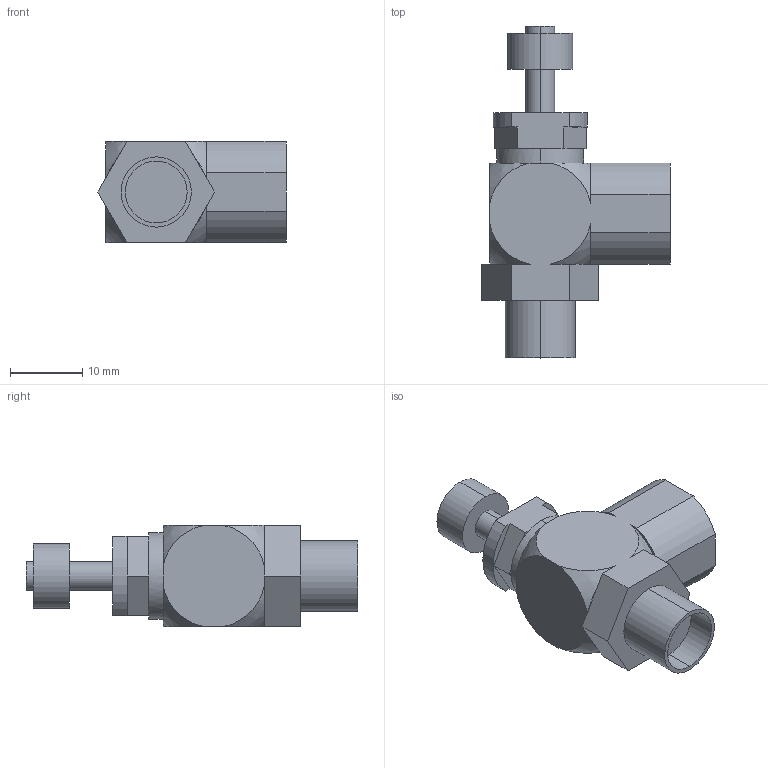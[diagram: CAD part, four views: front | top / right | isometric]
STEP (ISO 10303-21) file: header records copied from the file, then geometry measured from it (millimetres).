
FILE_DESCRIPTION (( 'STEP AP214' ), '1' );
FILE_NAME ('SC7-06A.STEP', '2016-06-14T06:45:52', ( 'user' ), ( 'Hewlett-Packard Company' ), 'SwSTEP 2.0', 'SolidWorks 2014', '' );
FILE_SCHEMA (( 'AUTOMOTIVE_DESIGN' ));
Length unit declared in the file: millimetre
Products named in the file (1): SC7-06A
Bounding box: 26.08 x 46 x 14 mm (x, y, z)
Volume: 6596.8 mm3; surface area: 3012 mm2
Topology: 1 solids, 1 shells, 81 faces, 194 edges, 122 vertices
Faces by surface type: plane 53, cylinder 20, sphere 8
Entity records: 2390 total; most frequent: DIRECTION 442, CARTESIAN_POINT 398, ORIENTED_EDGE 388, EDGE_CURVE 194, AXIS2_PLACEMENT_3D 166, VERTEX_POINT 122, LINE 110, VECTOR 110
